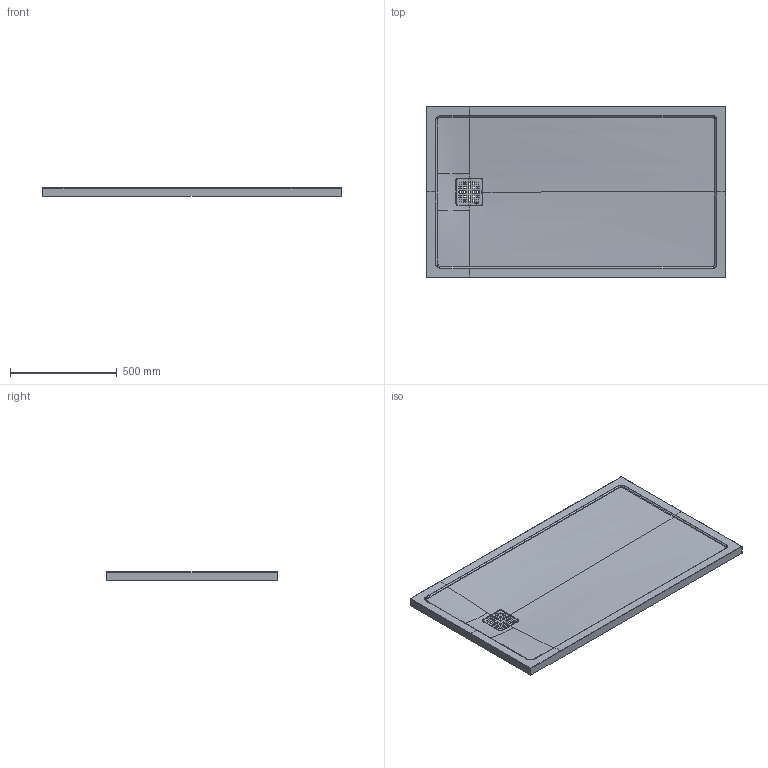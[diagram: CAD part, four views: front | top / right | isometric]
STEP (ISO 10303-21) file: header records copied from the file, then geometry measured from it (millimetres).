
FILE_DESCRIPTION(/* description */ (''),/* implementation_level */ '2;1');
FILE_NAME(/* name */ '19-029_M08223A_140X80X4 EDGE_PIETRA.stp',/* time_stamp */ '2021-03-30T11:23:16+02:00',/* author */ (''),/* organization */ (''),/* preprocessor_version */ 'ST-DEVELOPER v15',/* originating_system */ 'SIEMENS PLM Software NX 8.5',/* authorisation */ '');
FILE_SCHEMA (('CONFIG_CONTROL_DESIGN'));
Products named in the file (4): Logo-Epic_dwg; 2720705_11-147_Piastrina; 2720739_11-147_Piastrina_02_MODEL; 19-029_M08223A_140X80X4 EDGE_PIETRA
Assembly tree (3 placements, depth 3):
  19-029_M08223A_140X80X4 EDGE_PIETRA
    2720739_11-147_Piastrina_02_MODEL
      Logo-Epic_dwg
    2720705_11-147_Piastrina
Bounding box: 1400 x 800 x 39.98 mm (x, y, z)
Volume: 23093996.4 mm3; surface area: 2504425.4 mm2
Topology: 8 solids, 8 shells, 740 faces, 2022 edges, 1292 vertices
Faces by surface type: plane 262, cylinder 237, bspline 165, extrusion 52, cone 9, torus 8, sphere 7
Full cylindrical faces by diameter (mm): 90 x1
Entity records: 105518 total; most frequent: CARTESIAN_POINT 87311, ORIENTED_EDGE 4004, DIRECTION 3264, EDGE_CURVE 2002, VERTEX_POINT 1288, AXIS2_PLACEMENT_3D 1118, VECTOR 1028, LINE 976
